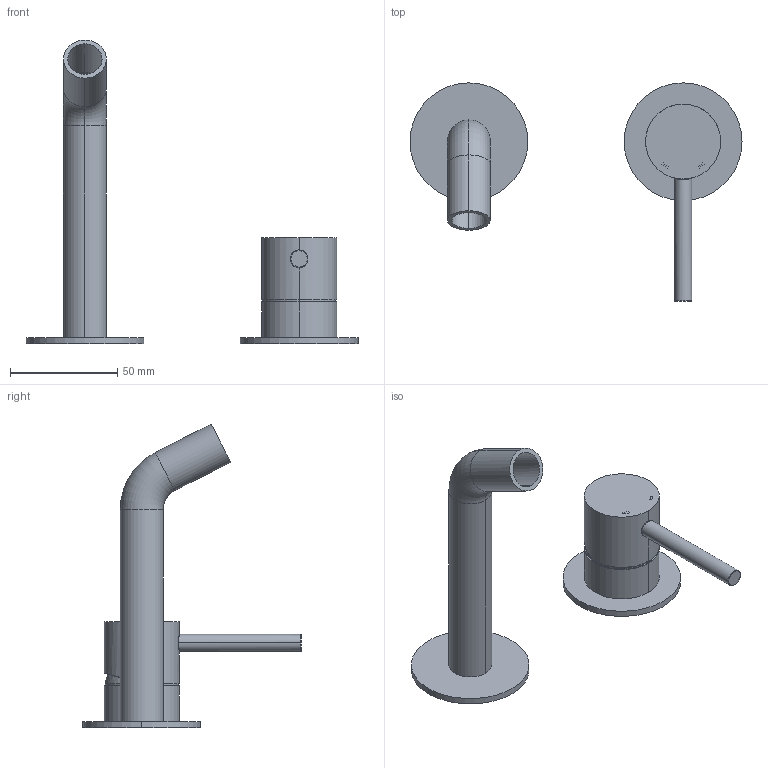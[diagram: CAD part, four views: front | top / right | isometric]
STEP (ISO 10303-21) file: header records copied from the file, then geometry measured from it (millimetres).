
FILE_DESCRIPTION (( 'STEP AP214' ), '1' );
FILE_NAME ('Wall Mounted 2 Plate_Short_v11123.STEP', '2023-11-08T10:04:21', ( '' ), ( '' ), 'SwSTEP 2.0', 'SolidWorks 2019', '' );
FILE_SCHEMA (( 'AUTOMOTIVE_DESIGN' ));
Length unit declared in the file: millimetre
Products named in the file (6): Wall Spout_20mm_v11023_SHORT - 130mm; CO2052_handle Body_v11023; CO2052_Back plates_v11023_Back Plates - Handle; Wall Mounted 2 Plate_Short_v11123; CO2052_Back plates_v11023_Back plates - SPOUT; Standard 35mm BM Handle_v11023_Standard
Assembly tree (5 placements, depth 2):
  Wall Mounted 2 Plate_Short_v11123
    Wall Spout_20mm_v11023_SHORT - 130mm
    CO2052_Back plates_v11023_Back Plates - Handle
    CO2052_Back plates_v11023_Back plates - SPOUT
    CO2052_handle Body_v11023
    Standard 35mm BM Handle_v11023_Standard
Bounding box: 155 x 102 x 141.91 mm (x, y, z)
Volume: 42886.6 mm3; surface area: 40440 mm2
Topology: 5 solids, 5 shells, 66 faces, 145 edges, 92 vertices
Faces by surface type: cylinder 36, plane 20, torus 6, sphere 2, bspline 2
Entity records: 2403 total; most frequent: CARTESIAN_POINT 663, DIRECTION 355, ORIENTED_EDGE 286, AXIS2_PLACEMENT_3D 152, EDGE_CURVE 143, VERTEX_POINT 92, CIRCLE 80, EDGE_LOOP 79
